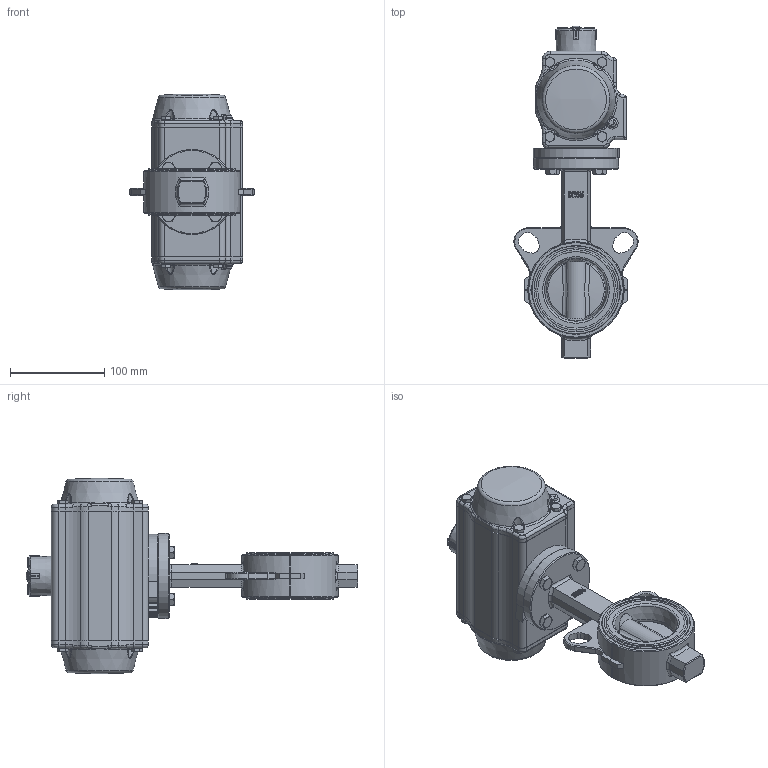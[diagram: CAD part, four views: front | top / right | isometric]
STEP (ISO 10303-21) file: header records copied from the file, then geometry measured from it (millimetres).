
FILE_DESCRIPTION(/* description */ ('Unknown','CAx-IF Rec.Pracs.---Representation and Presentation of Product Manufacturing Information (PMI)---4.0---2014-10-13','CAx-IF Rec.Pracs.---3D Tessellated Geometry---0.4---2014-09-14','2;1'),/* implementation_level */ '2;1');
FILE_NAME(/* name */ 'DW04 5400-10',/* time_stamp */ '2023-11-28T13:19:01+01:00',/* author */ ('Unknown'),/* organization */ ('Unknown'),/* preprocessor_version */ 'ST-DEVELOPER v18.102',/* originating_system */ 'Solid Edge',/* authorisation */ 'Unknown');
FILE_SCHEMA (('AP242_MANAGED_MODEL_BASED_3D_ENGINEERING_MIM_LF { 1 0 10303 442 1 1 4 }'));
Length unit declared in the file: millimetre
Products named in the file (17): DW04_FR035400-10; 5.400.065; seat; 5.400.065_Körper; 5.400.065_Körper_0; disc; 5.400.065_Spindel; Raster DN40- DN150; DW04_FR03_(DW70_FR52); ____; ________(___________; _____________; ______; hex head bolts-full thread grade c gb_GB_FASTENER_BOLT_HHBFTC M6X20-N; cup head nib bolts with large head gb_GB_FASTENER_BOLT_CHNBW M6X25-N; KP-75; DIN 933 M8x35 A2-70 BLK_EDST
Assembly tree (28 placements, depth 4):
  DW04_FR035400-10
    5.400.065
      seat
      5.400.065_Körper
      5.400.065_Körper_0
      disc
      5.400.065_Spindel
    Raster DN40- DN150
    DW04_FR03_(DW70_FR52)
      ____
        ________(___________  x2
        _____________  x2
        ______
      hex head bolts-full thread grade c gb_GB_FASTENER_BOLT_HHBFTC M6X20-N  x8
      cup head nib bolts with large head gb_GB_FASTENER_BOLT_CHNBW M6X25-N
      KP-75
    DIN 933 M8x35 A2-70 BLK_EDST  x4
Bounding box: 131.47 x 351.4 x 206.95 mm (x, y, z)
Volume: 2032577.5 mm3; surface area: 269156.5 mm2
Topology: 25 solids, 25 shells, 1697 faces, 4224 edges, 2627 vertices
Faces by surface type: plane 652, cylinder 441, bspline 271, cone 171, torus 145, sphere 17
Full cylindrical faces by diameter (mm): 3 x18, 3.3 x8, 4.2 x8, 4.66 x1, 5 x13, 6 x9, 6.2 x1, 6.8 x12, 8 x5, 8.8 x2, 10 x5, 12.6 x4, 12.75 x1, 13 x4, 17.45 x2, 21.8 x3, 23 x1, 24.6 x1, 30.86 x1, 32 x2, 38.5 x1, 52.79 x2, 56 x1, 73.6 x2, 83 x2, 90 x1, 93 x2
Entity records: 56217 total; most frequent: CARTESIAN_POINT 22101, ORIENTED_EDGE 6478, DIRECTION 5987, EDGE_CURVE 3239, AXIS2_PLACEMENT_3D 2258, VERTEX_POINT 2150, FACE_BOUND 1651, EDGE_LOOP 1623
